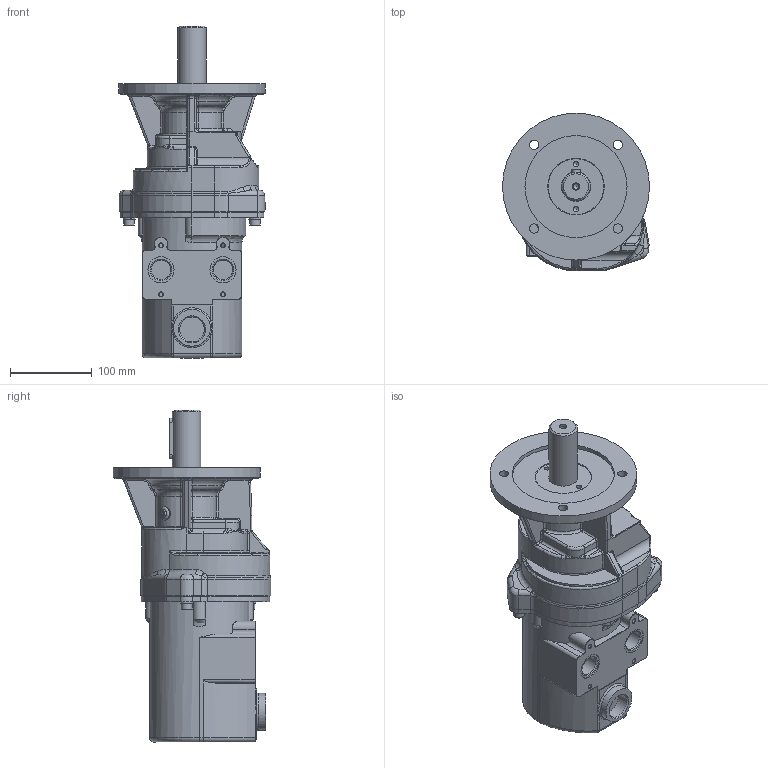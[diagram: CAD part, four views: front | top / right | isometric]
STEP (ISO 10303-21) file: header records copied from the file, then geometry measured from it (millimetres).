
FILE_DESCRIPTION(/* description */ (''),/* implementation_level */ '2;1');
FILE_NAME(/* name */ 'MU 400-250 KRL_60036365.stp',/* time_stamp */ '2023-01-09T13:43:04+01:00',/* author */ ('rmorof'),/* organization */ (''),/* preprocessor_version */ 'ST-DEVELOPER v18.1',/* originating_system */ 'Autodesk Inventor 2021',/* authorisation */ '');
FILE_SCHEMA (('AUTOMOTIVE_DESIGN { 1 0 10303 214 3 1 1 }'));
Length unit declared in the file: millimetre
Products named in the file (1): MU 400-250 KRL_60036365
Bounding box: 180 x 193 x 406.7 mm (x, y, z)
Volume: 4620814.3 mm3; surface area: 264498.5 mm2
Topology: 2 solids, 10 shells, 783 faces, 1937 edges, 1183 vertices
Faces by surface type: plane 275, cylinder 256, bspline 134, torus 75, cone 34, sphere 9
Full cylindrical faces by diameter (mm): 2.5 x1, 2.8 x2, 3.9 x1, 4 x1, 4.2 x1, 4.917 x4, 4.99 x1, 5 x2, 6.5 x2, 6.647 x4, 7.4 x1, 7.9 x2, 8 x3, 9.5 x7, 10 x1, 11.5 x4, 13 x3, 16 x1, 19 x1, 24.117 x2, 30.291 x1, 31 x1, 32 x2, 35 x1, 36 x1, 45 x1, 68.376 x1, 125 x1, 180 x1
Entity records: 28568 total; most frequent: CARTESIAN_POINT 9611, ORIENTED_EDGE 3806, DIRECTION 3730, EDGE_CURVE 1903, AXIS2_PLACEMENT_3D 1464, VERTEX_POINT 1183, EDGE_LOOP 844, LINE 802
